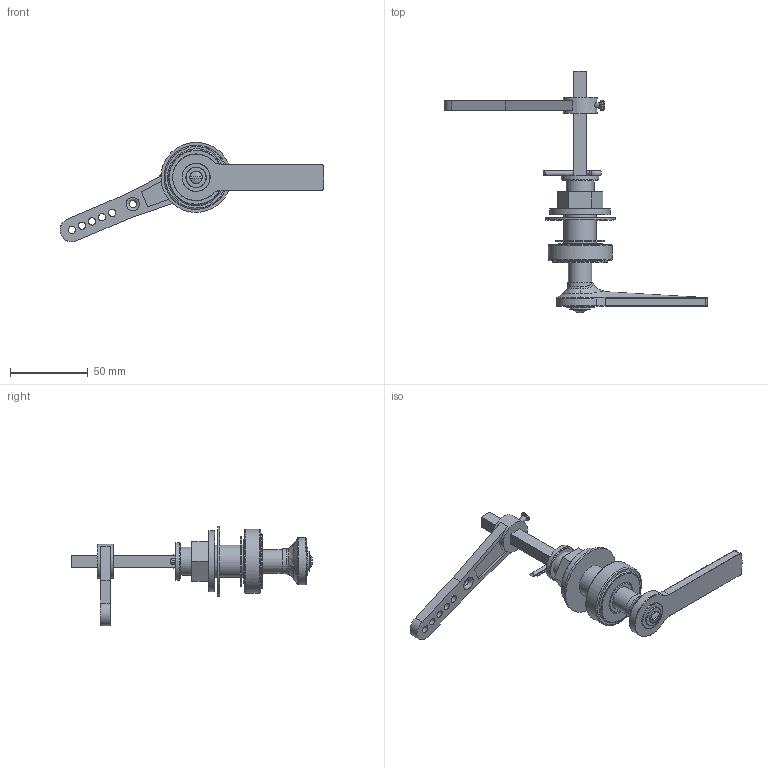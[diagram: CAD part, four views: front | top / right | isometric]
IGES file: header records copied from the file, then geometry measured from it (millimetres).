
Global section: file name: V777-F; native system: Autodesk Inventor 2018; preprocessor: unknown; author: adaniels; date: 20171129.075422; units: millimetre
Bounding box: 169.16 x 154.7 x 63.81 mm (x, y, z)
Volume: 67955.3 mm3; surface area: 39611 mm2
Topology: 15 solids, 15 shells, 301 faces, 791 edges, 540 vertices
Faces by surface type: bspline 301
